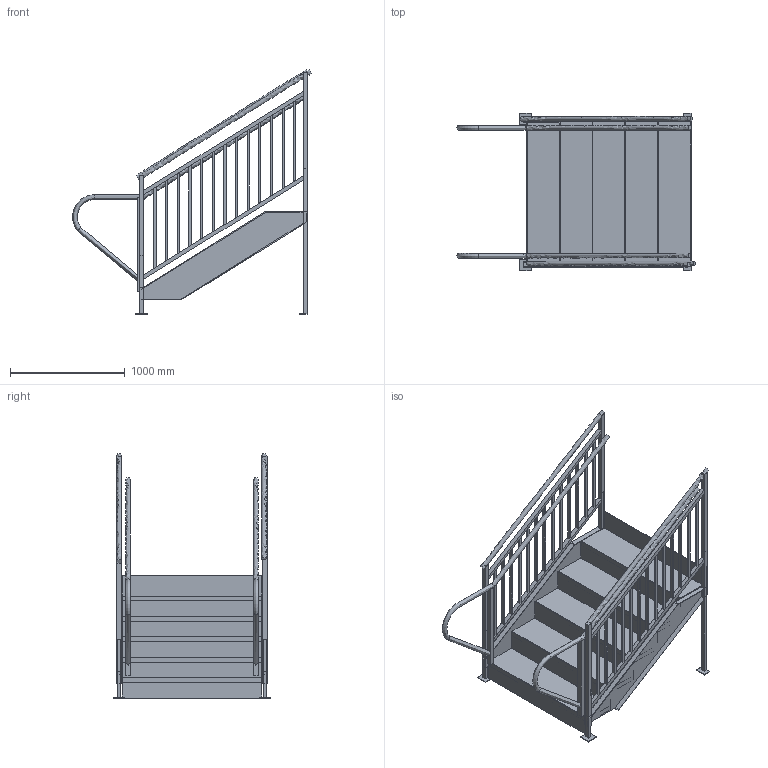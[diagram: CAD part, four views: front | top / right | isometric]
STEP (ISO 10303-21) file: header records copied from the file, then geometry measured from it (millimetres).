
FILE_DESCRIPTION(/* description */ (''),/* implementation_level */ '2;1');
FILE_NAME(/* name */ 'Stair-Case-3D_example.stp',/* time_stamp */ '2026-02-13T16:21:35+09:00',/* author */ ('swjja'),/* organization */ (''),/* preprocessor_version */ 'ST-DEVELOPER v20.1',/* originating_system */ 'AutoCAD Mechanical',/* authorisation */ '');
FILE_SCHEMA (('AUTOMOTIVE_DESIGN { 1 0 10303 214 3 1 1 }'));
Length unit declared in the file: inch
Products named in the file (9): Product; DIMSTD; PHP; 20INCHFULLLEG; 50INCH HALF LEG; 20INCHFULLLEG_1; 50INCH HALF LEG_1; END CAP 24INCH; END CAP 24INCH NO LHP
Assembly tree (24 placements, depth 2):
  Product
    DIMSTD  x17
    PHP
    20INCHFULLLEG
    50INCH HALF LEG
    20INCHFULLLEG_1
    50INCH HALF LEG_1
    END CAP 24INCH
    END CAP 24INCH NO LHP
Bounding box: 2082.13 x 1371.64 x 2133.17 mm (x, y, z)
Volume: 128207643.4 mm3; surface area: 13959761.9 mm2
Topology: 71 solids, 71 shells, 466 faces, 1018 edges, 698 vertices
Faces by surface type: plane 432, bspline 20, cylinder 8, torus 6
Full cylindrical faces by diameter (mm): 41.275 x4
Entity records: 13100 total; most frequent: CARTESIAN_POINT 2725, DIRECTION 2032, ORIENTED_EDGE 1904, EDGE_CURVE 952, LINE 870, VECTOR 870, VERTEX_POINT 628, AXIS2_PLACEMENT_3D 581
